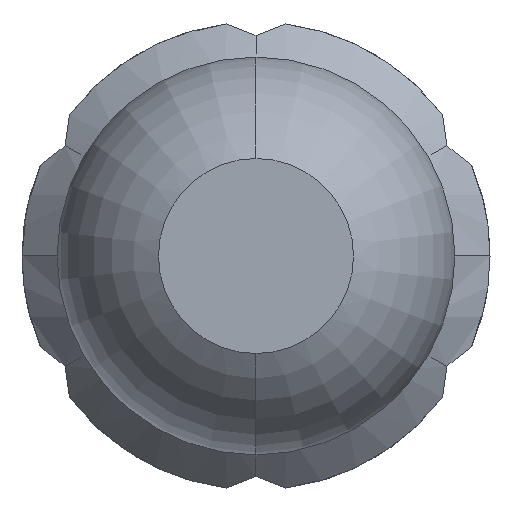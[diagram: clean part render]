
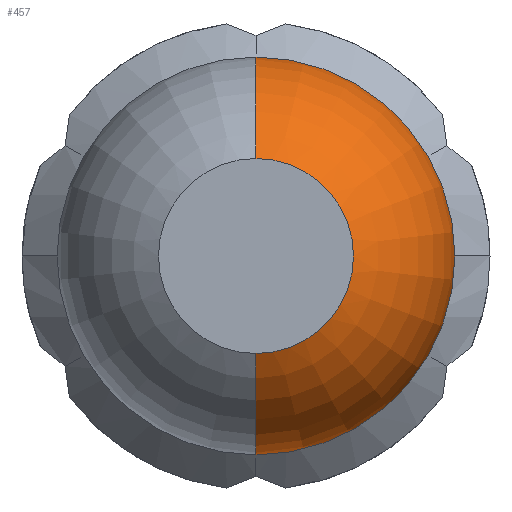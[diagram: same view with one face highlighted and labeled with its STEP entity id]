
A CAD part, front view. The second image highlights one B-rep face of the part: STEP entity #457.
In plain terms, the highlighted toroidal (fillet/blend) face has major radius 0.01 mm and minor radius 0.5 mm.
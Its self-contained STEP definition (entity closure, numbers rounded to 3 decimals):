
#77 = DIRECTION ( 'NONE',  ( 0., -1., 0. ) ) ;
#242 = AXIS2_PLACEMENT_3D ( 'NONE', #3193, #421, #1371 ) ;
#276 = VERTEX_POINT ( 'NONE', #514 ) ;
#421 = DIRECTION ( 'NONE',  ( -1., 0., 0. ) ) ;
#457 = ADVANCED_FACE ( 'Defeature ausgef�hrt1_0', ( #1188 ), #3723, .T. ) ;
#514 = CARTESIAN_POINT ( 'NONE',  ( 0., -24.961, -0.51 ) ) ;
#516 = AXIS2_PLACEMENT_3D ( 'NONE', #3025, #1204, #553 ) ;
#553 = DIRECTION ( 'NONE',  ( 0., 0., -1. ) ) ;
#558 = EDGE_CURVE ( 'Defeature ausgef�hrt1_0+Defeature ausgef�hrt1_6+Defeature ausgef�hrt1_6+Defeature ausgef�hrt1_6', #276, #3251, #768, .T. ) ;
#768 = CIRCLE ( 'NONE', #3230, 0.51 ) ;
#828 = DIRECTION ( 'NONE',  ( 0., 0., 1. ) ) ;
#966 = CARTESIAN_POINT ( 'NONE',  ( 0., -24.961, 0. ) ) ;
#980 = DIRECTION ( 'NONE',  ( 0., 0., -1. ) ) ;
#1129 = CIRCLE ( 'NONE', #242, 0.5 ) ;
#1148 = VERTEX_POINT ( 'NONE', #2979 ) ;
#1166 = EDGE_LOOP ( 'NONE', ( #2397, #3910, #3541, #2786 ) ) ;
#1188 = FACE_OUTER_BOUND ( 'NONE', #1166, .T. ) ;
#1204 = DIRECTION ( 'NONE',  ( 1., 0., 0. ) ) ;
#1371 = DIRECTION ( 'NONE',  ( 0., 0., 1. ) ) ;
#1888 = AXIS2_PLACEMENT_3D ( 'NONE', #3254, #3237, #828 ) ;
#1940 = CARTESIAN_POINT ( 'NONE',  ( 0., -24.961, 0.51 ) ) ;
#1961 = CARTESIAN_POINT ( 'NONE',  ( 0., -24.961, 0. ) ) ;
#2188 = DIRECTION ( 'NONE',  ( 0., -1., 0. ) ) ;
#2397 = ORIENTED_EDGE ( 'NONE', *, *, #558, .T. ) ;
#2475 = CIRCLE ( 'NONE', #1888, 0.25 ) ;
#2786 = ORIENTED_EDGE ( 'NONE', *, *, #2806, .F. ) ;
#2806 = EDGE_CURVE ( 'NONE', #276, #3587, #1129, .T. ) ;
#2807 = CARTESIAN_POINT ( 'NONE',  ( 0., -25.4, -0.25 ) ) ;
#2813 = AXIS2_PLACEMENT_3D ( 'NONE', #966, #2188, #3104 ) ;
#2979 = CARTESIAN_POINT ( 'NONE',  ( 0., -25.4, 0.25 ) ) ;
#3025 = CARTESIAN_POINT ( 'NONE',  ( 0., -24.961, 0.01 ) ) ;
#3104 = DIRECTION ( 'NONE',  ( 0., 0., -1. ) ) ;
#3193 = CARTESIAN_POINT ( 'NONE',  ( 0., -24.961, -0.01 ) ) ;
#3230 = AXIS2_PLACEMENT_3D ( 'NONE', #1961, #77, #980 ) ;
#3237 = DIRECTION ( 'NONE',  ( 0., 1., 0. ) ) ;
#3251 = VERTEX_POINT ( 'NONE', #1940 ) ;
#3254 = CARTESIAN_POINT ( 'NONE',  ( 0., -25.4, 0. ) ) ;
#3433 = CIRCLE ( 'NONE', #516, 0.5 ) ;
#3541 = ORIENTED_EDGE ( 'NONE', *, *, #3831, .T. ) ;
#3587 = VERTEX_POINT ( 'NONE', #2807 ) ;
#3723 = TOROIDAL_SURFACE ( 'NONE', #2813, 0.01, 0.5 ) ;
#3831 = EDGE_CURVE ( 'Defeature ausgef�hrt1_0+Defeature ausgef�hrt1_27+Defeature ausgef�hrt1_27+Defeature ausgef�hrt1_27', #1148, #3587, #2475, .T. ) ;
#3910 = ORIENTED_EDGE ( 'NONE', *, *, #3973, .T. ) ;
#3973 = EDGE_CURVE ( 'NONE', #3251, #1148, #3433, .T. ) ;
